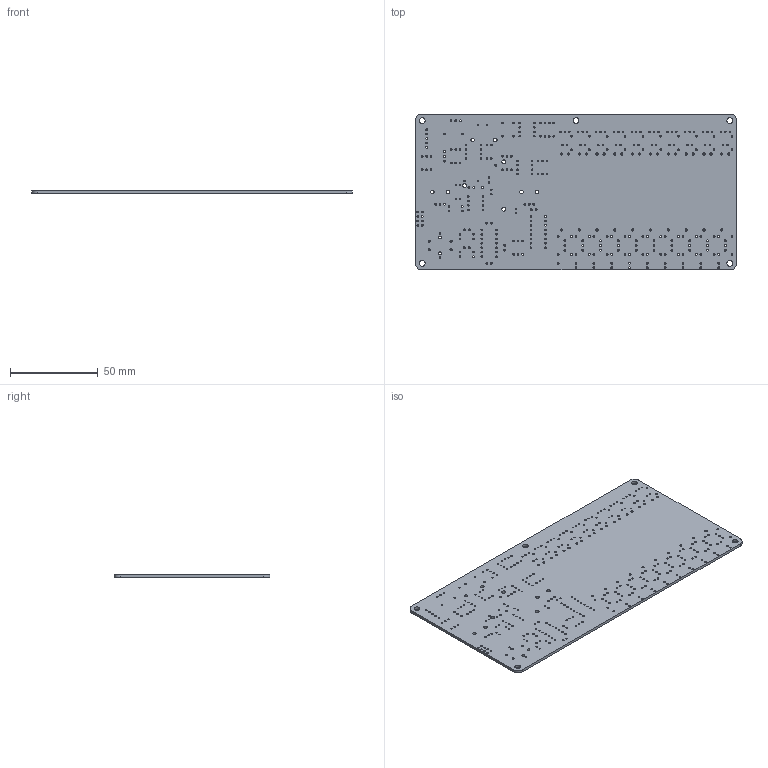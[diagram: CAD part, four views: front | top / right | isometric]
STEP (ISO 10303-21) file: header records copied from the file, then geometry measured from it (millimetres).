
FILE_DESCRIPTION(('KiCad electronic assembly'),'2;1');
FILE_NAME('kicadBoard.step','2022-11-06T09:23:37',('Pcbnew'),('Kicad'), 'Open CASCADE STEP processor 7.6','KiCad to STEP converter','Unknown' );
FILE_SCHEMA(('AUTOMOTIVE_DESIGN { 1 0 10303 214 1 1 1 1 }'));
Length unit declared in the file: millimetre
Products named in the file (2): kicadBoard 1; kicadBoard PCB
Assembly tree (1 placements, depth 2):
  kicadBoard 1
    kicadBoard PCB
Bounding box: 182.86 x 88.9 x 1.6 mm (x, y, z)
Volume: 25445.9 mm3; surface area: 34624 mm2
Topology: 1 solids, 1 shells, 398 faces, 1188 edges, 792 vertices
Faces by surface type: cylinder 392, plane 6
Full cylindrical faces by diameter (mm): 0.7 x6, 0.8 x2, 0.813 x84, 0.864 x30, 0.9 x82, 1 x6, 1.016 x128, 1.2 x34, 1.6 x2, 2 x4, 2.032 x2, 2.286 x3, 3.302 x5
Entity records: 33271 total; most frequent: CARTESIAN_POINT 9460, DIRECTION 4364, ORIENTED_EDGE 2376, PCURVE 2376, DEFINITIONAL_REPRESENTATION 2376, LINE 1996, VECTOR 1996, EDGE_CURVE 1188
